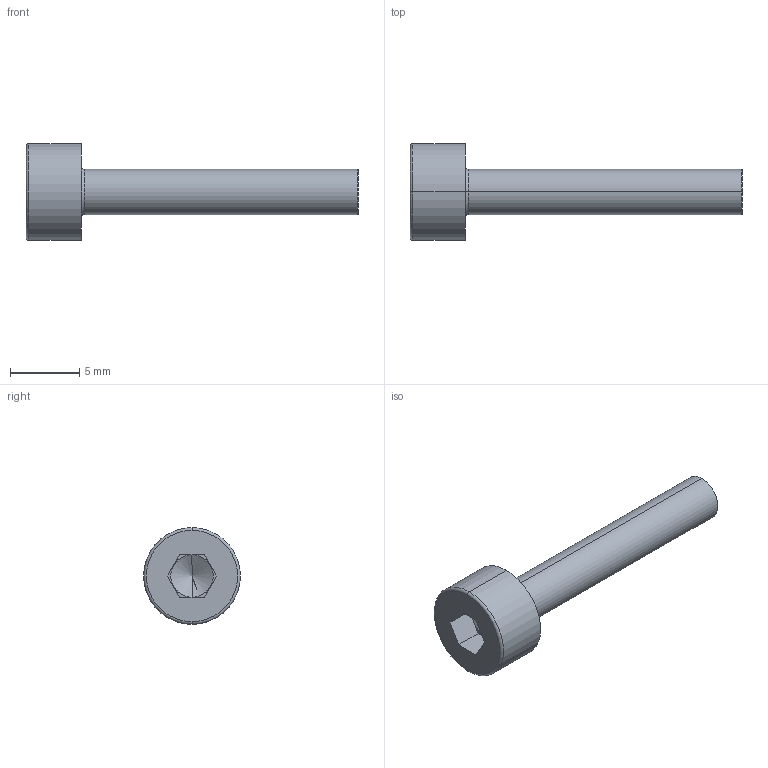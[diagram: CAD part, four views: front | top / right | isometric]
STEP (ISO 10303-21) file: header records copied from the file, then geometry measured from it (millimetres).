
FILE_DESCRIPTION (( 'STEP AP214' ), '1' );
FILE_NAME ('M4 Socket Head Cap Screw FOR THE LAST TIME SOLIDWORKS STOP SWAPPING THIS FOR A TOOLBOX PART.STEP', '2021-03-17T21:59:41', ( '' ), ( '' ), 'SwSTEP 2.0', 'SolidWorks 2020', '' );
FILE_SCHEMA (( 'AUTOMOTIVE_DESIGN' ));
Length unit declared in the file: millimetre
Products named in the file (1): M4 Socket Head Cap Screw FOR THE LAST TIME SOLIDWORKS STOP SWAPPING THIS FOR A TOOLBOX PART
Bounding box: 24 x 7 x 7 mm (x, y, z)
Volume: 306.4 mm3; surface area: 391.7 mm2
Topology: 1 solids, 1 shells, 27 faces, 58 edges, 33 vertices
Faces by surface type: plane 15, cone 4, torus 4, cylinder 4
Entity records: 744 total; most frequent: DIRECTION 136, CARTESIAN_POINT 117, ORIENTED_EDGE 112, EDGE_CURVE 56, AXIS2_PLACEMENT_3D 52, VERTEX_POINT 33, LINE 32, VECTOR 32
